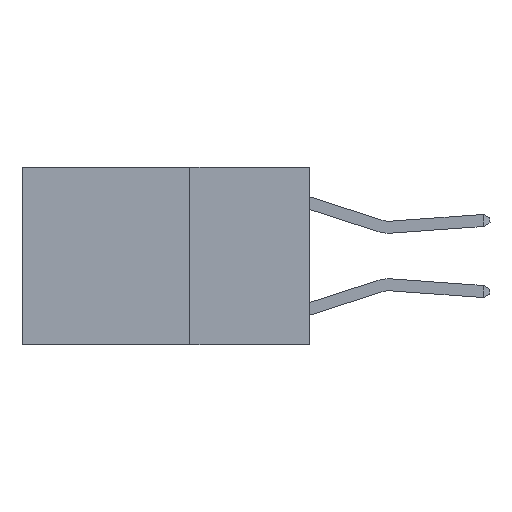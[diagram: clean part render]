
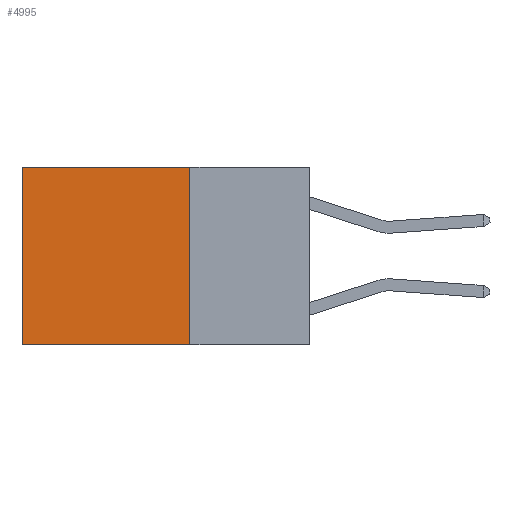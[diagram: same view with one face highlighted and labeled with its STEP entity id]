
A CAD part, left-side view. The second image highlights one B-rep face of the part: STEP entity #4995.
In plain terms, the highlighted planar face has unit normal (-1, 0, 0).
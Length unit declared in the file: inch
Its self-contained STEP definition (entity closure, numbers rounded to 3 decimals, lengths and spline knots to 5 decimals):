
#13 = EDGE_CURVE ( 'NONE', #187, #7160, #5537, .T. ) ;
#131 = PLANE ( 'NONE',  #4668 ) ;
#153 = ORIENTED_EDGE ( 'NONE', *, *, #13, .T. ) ;
#187 = VERTEX_POINT ( 'NONE', #846 ) ;
#296 = CARTESIAN_POINT ( 'NONE',  ( 0.2625, 0.25, -0.37 ) ) ;
#356 = CARTESIAN_POINT ( 'NONE',  ( 0.2625, 0.6, 0. ) ) ;
#639 = CARTESIAN_POINT ( 'NONE',  ( 0.2625, 0.25, 0. ) ) ;
#778 = DIRECTION ( 'NONE',  ( 0., 1., 0. ) ) ;
#846 = CARTESIAN_POINT ( 'NONE',  ( 0.2625, 0.25, 0. ) ) ;
#907 = DIRECTION ( 'NONE',  ( 0., 0., -1. ) ) ;
#929 = CARTESIAN_POINT ( 'NONE',  ( 0.2625, 0.25, 0. ) ) ;
#959 = DIRECTION ( 'NONE',  ( 0., 1., 0. ) ) ;
#1057 = LINE ( 'NONE', #296, #4036 ) ;
#1178 = ORIENTED_EDGE ( 'NONE', *, *, #5936, .F. ) ;
#1489 = LINE ( 'NONE', #5000, #2468 ) ;
#2134 = ORIENTED_EDGE ( 'NONE', *, *, #8635, .F. ) ;
#2468 = VECTOR ( 'NONE', #907, 39.37008 ) ;
#3627 = CARTESIAN_POINT ( 'NONE',  ( 0.2625, 0.25, 0. ) ) ;
#3659 = DIRECTION ( 'NONE',  ( 0., 0., -1. ) ) ;
#3805 = EDGE_LOOP ( 'NONE', ( #6255, #2134, #1178, #153 ) ) ;
#4036 = VECTOR ( 'NONE', #959, 39.37008 ) ;
#4632 = CARTESIAN_POINT ( 'NONE',  ( 0.2625, 0.25, -0.37 ) ) ;
#4668 = AXIS2_PLACEMENT_3D ( 'NONE', #3627, #5535, #6914 ) ;
#4995 = ADVANCED_FACE ( 'NONE', ( #7630 ), #131, .F. ) ;
#5000 = CARTESIAN_POINT ( 'NONE',  ( 0.2625, 0.6, 0. ) ) ;
#5287 = CARTESIAN_POINT ( 'NONE',  ( 0.2625, 0.6, -0.37 ) ) ;
#5535 = DIRECTION ( 'NONE',  ( 1., 0., 0. ) ) ;
#5537 = LINE ( 'NONE', #639, #6271 ) ;
#5936 = EDGE_CURVE ( 'NONE', #187, #5984, #7506, .T. ) ;
#5984 = VERTEX_POINT ( 'NONE', #4632 ) ;
#6210 = VECTOR ( 'NONE', #3659, 39.37008 ) ;
#6255 = ORIENTED_EDGE ( 'NONE', *, *, #8684, .T. ) ;
#6271 = VECTOR ( 'NONE', #778, 39.37008 ) ;
#6914 = DIRECTION ( 'NONE',  ( 0., 0., -1. ) ) ;
#7160 = VERTEX_POINT ( 'NONE', #356 ) ;
#7506 = LINE ( 'NONE', #929, #6210 ) ;
#7630 = FACE_OUTER_BOUND ( 'NONE', #3805, .T. ) ;
#7997 = VERTEX_POINT ( 'NONE', #5287 ) ;
#8635 = EDGE_CURVE ( 'NONE', #5984, #7997, #1057, .T. ) ;
#8684 = EDGE_CURVE ( 'NONE', #7160, #7997, #1489, .T. ) ;
